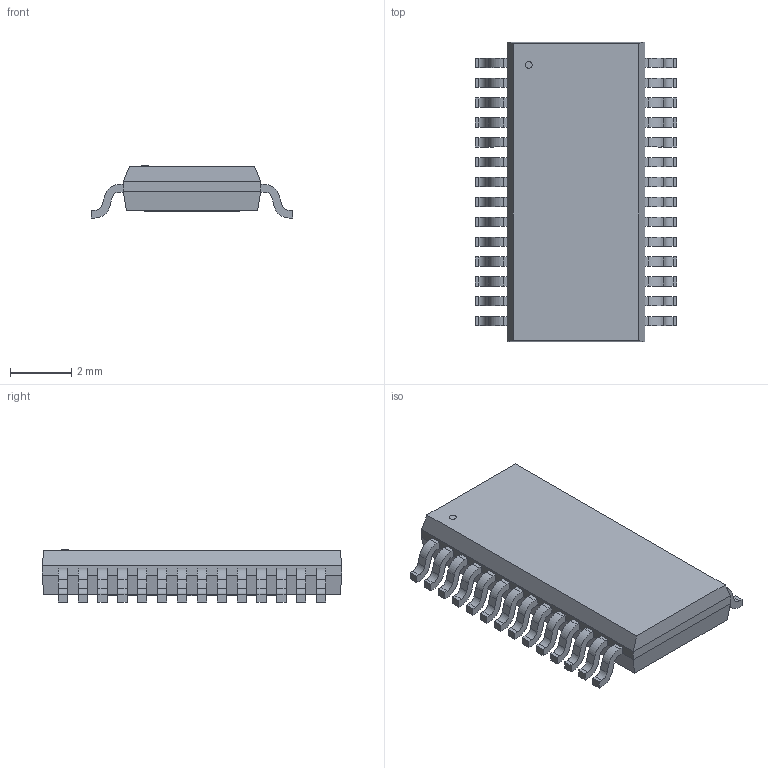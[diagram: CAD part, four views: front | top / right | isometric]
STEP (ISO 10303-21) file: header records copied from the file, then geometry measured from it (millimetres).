
FILE_DESCRIPTION(('STEP AP214'),'1');
FILE_NAME('PWP28_5P18X3P1-L','2019-10-05T23:06:05',(''),(''),'','','');
FILE_SCHEMA(('AUTOMOTIVE_DESIGN'));
Length unit declared in the file: millimetre
Products named in the file (1): product
Bounding box: 6.6 x 9.8 x 1.7 mm (x, y, z)
Volume: 0 mm3; surface area: 209.5 mm2
Topology: 1 solids, 425 shells, 427 faces, 2147 edges, 2146 vertices
Faces by surface type: plane 314, cylinder 113
Full cylindrical faces by diameter (mm): 0.225 x1
Entity records: 23672 total; most frequent: CARTESIAN_POINT 4721, VERTEX_POINT 4290, DIRECTION 3454, ORIENTED_EDGE 2148, EDGE_CURVE 2146, LINE 1696, VECTOR 1696, AXIS2_PLACEMENT_3D 879
